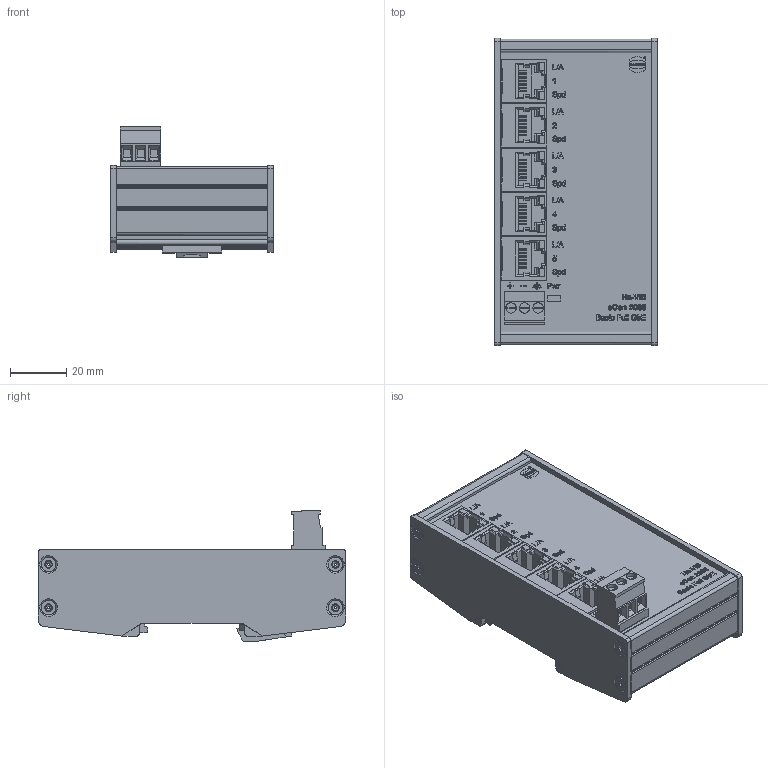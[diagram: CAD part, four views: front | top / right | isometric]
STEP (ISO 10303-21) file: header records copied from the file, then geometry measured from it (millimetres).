
FILE_DESCRIPTION(('FreeCAD Model'),'2;1');
FILE_NAME('Open CASCADE Shape Model','2025-04-30T07:43:37',('FreeCAD'),( 'FreeCAD'),'Open CASCADE STEP processor 7.6','FreeCAD','Unknown');
FILE_SCHEMA(('AUTOMOTIVE_DESIGN { 1 0 10303 214 1 1 1 1 }'));
Products named in the file (1): Open CASCADE STEP translator 7.6 1
Bounding box: 57.6 x 108.97 x 46.27 mm (x, y, z)
Volume: 151090.2 mm3; surface area: 30656.1 mm2
Topology: 1 solids, 1 shells, 1823 faces, 4937 edges, 3246 vertices
Faces by surface type: bspline 1823
Entity records: 80576 total; most frequent: CARTESIAN_POINT 50913, ORIENTED_EDGE 9874, EDGE_CURVE 4937, B_SPLINE_CURVE_WITH_KNOTS 4569, VERTEX_POINT 3246, FACE_BOUND 2049, EDGE_LOOP 2049, ADVANCED_FACE 1823
